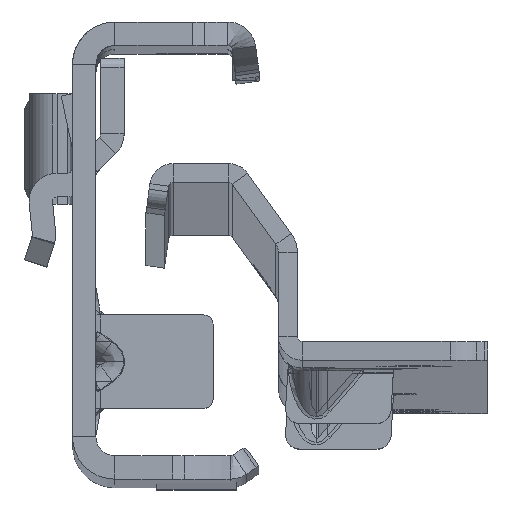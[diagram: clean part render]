
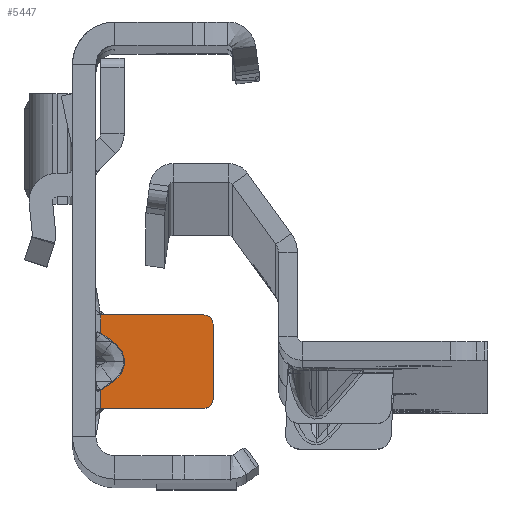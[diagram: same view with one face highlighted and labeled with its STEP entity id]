
A CAD part, top view. The second image highlights one B-rep face of the part: STEP entity #5447.
In plain terms, the highlighted planar face has unit normal (0, 0, 1).
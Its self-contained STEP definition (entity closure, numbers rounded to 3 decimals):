
#190 = LINE ( 'NONE', #6026, #8226 ) ;
#200 = CARTESIAN_POINT ( 'NONE',  ( 1.757, -8.408, -491.5 ) ) ;
#212 = EDGE_CURVE ( 'NONE', #5493, #10828, #12467, .T. ) ;
#385 = DIRECTION ( 'NONE',  ( 0., 1., 0. ) ) ;
#874 = ORIENTED_EDGE ( 'NONE', *, *, #4770, .F. ) ;
#1118 = DIRECTION ( 'NONE',  ( -0.816, 0.577, 0. ) ) ;
#2067 = VERTEX_POINT ( 'NONE', #7254 ) ;
#2257 = VERTEX_POINT ( 'NONE', #11818 ) ;
#2458 = CARTESIAN_POINT ( 'NONE',  ( 0.708, -15.6, -491.5 ) ) ;
#2486 = DIRECTION ( 'NONE',  ( 0., 1., 0. ) ) ;
#2633 = VECTOR ( 'NONE', #18208, 1000. ) ;
#2789 = VERTEX_POINT ( 'NONE', #16183 ) ;
#2810 = VECTOR ( 'NONE', #15380, 1000. ) ;
#2967 = VECTOR ( 'NONE', #16691, 1000. ) ;
#3106 = ORIENTED_EDGE ( 'NONE', *, *, #212, .T. ) ;
#3314 = ORIENTED_EDGE ( 'NONE', *, *, #17930, .T. ) ;
#3558 = DIRECTION ( 'NONE',  ( 0., -1., 0. ) ) ;
#3662 = VECTOR ( 'NONE', #9650, 1000. ) ;
#3780 = CARTESIAN_POINT ( 'NONE',  ( -1.826, -5.6, -491.5 ) ) ;
#3814 = CARTESIAN_POINT ( 'NONE',  ( -1.826, -15.6, -491.5 ) ) ;
#3892 = CARTESIAN_POINT ( 'NONE',  ( 12.5, -14.6, -491.5 ) ) ;
#3903 = LINE ( 'NONE', #9744, #2633 ) ;
#4314 = VERTEX_POINT ( 'NONE', #4920 ) ;
#4577 = DIRECTION ( 'NONE',  ( 0., 0., -1. ) ) ;
#4770 = EDGE_CURVE ( 'NONE', #16909, #11410, #8100, .T. ) ;
#4811 = CARTESIAN_POINT ( 'NONE',  ( 3.573, -11.508, -491.5 ) ) ;
#4903 = CARTESIAN_POINT ( 'NONE',  ( 1.757, -8.408, -491.5 ) ) ;
#4920 = CARTESIAN_POINT ( 'NONE',  ( 0.5, -7.519, -491.5 ) ) ;
#5044 = EDGE_CURVE ( 'NONE', #2067, #16968, #15300, .T. ) ;
#5070 = CARTESIAN_POINT ( 'NONE',  ( 2.624, -12.179, -491.5 ) ) ;
#5428 = CARTESIAN_POINT ( 'NONE',  ( 1.367, -8.131, -491.5 ) ) ;
#5447 = ADVANCED_FACE ( 'NONE', ( #9194 ), #15125, .F. ) ;
#5493 = VERTEX_POINT ( 'NONE', #17835 ) ;
#5526 = ORIENTED_EDGE ( 'NONE', *, *, #17550, .T. ) ;
#5725 = LINE ( 'NONE', #5428, #8857 ) ;
#5781 = AXIS2_PLACEMENT_3D ( 'NONE', #10938, #6437, #3558 ) ;
#6026 = CARTESIAN_POINT ( 'NONE',  ( 12.5, -6.6, -491.5 ) ) ;
#6437 = DIRECTION ( 'NONE',  ( 0., 0., 1. ) ) ;
#6463 = LINE ( 'NONE', #3780, #2810 ) ;
#6623 = CARTESIAN_POINT ( 'NONE',  ( -1.826, -15.6, -491.5 ) ) ;
#6882 = LINE ( 'NONE', #18594, #9501 ) ;
#7224 = ORIENTED_EDGE ( 'NONE', *, *, #15618, .F. ) ;
#7254 = CARTESIAN_POINT ( 'NONE',  ( 11.5, -15.6, -491.5 ) ) ;
#7856 = CARTESIAN_POINT ( 'NONE',  ( 0.5, -13.681, -491.5 ) ) ;
#8100 = LINE ( 'NONE', #5070, #9774 ) ;
#8226 = VECTOR ( 'NONE', #17750, 1000. ) ;
#8238 = VECTOR ( 'NONE', #8798, 1000. ) ;
#8798 = DIRECTION ( 'NONE',  ( -1., 0., 0. ) ) ;
#8857 = VECTOR ( 'NONE', #1118, 1000. ) ;
#9077 = LINE ( 'NONE', #11651, #8238 ) ;
#9161 = EDGE_CURVE ( 'NONE', #15683, #14675, #14676, .T. ) ;
#9194 = FACE_OUTER_BOUND ( 'NONE', #18076, .T. ) ;
#9252 = CARTESIAN_POINT ( 'NONE',  ( 1.757, -12.792, -491.5 ) ) ;
#9324 = ORIENTED_EDGE ( 'NONE', *, *, #15188, .F. ) ;
#9501 = VECTOR ( 'NONE', #2486, 1000. ) ;
#9567 = EDGE_CURVE ( 'NONE', #10828, #2067, #16939, .T. ) ;
#9650 = DIRECTION ( 'NONE',  ( 1., 0., 0. ) ) ;
#9744 = CARTESIAN_POINT ( 'NONE',  ( 0.5, 22.3, -491.5 ) ) ;
#9774 = VECTOR ( 'NONE', #16692, 1000. ) ;
#9996 = VERTEX_POINT ( 'NONE', #200 ) ;
#10523 = ORIENTED_EDGE ( 'NONE', *, *, #11656, .F. ) ;
#10820 = DIRECTION ( 'NONE',  ( 0., 1., 0. ) ) ;
#10828 = VERTEX_POINT ( 'NONE', #2458 ) ;
#10938 = CARTESIAN_POINT ( 'NONE',  ( 11.5, -6.6, -491.5 ) ) ;
#11410 = VERTEX_POINT ( 'NONE', #14494 ) ;
#11651 = CARTESIAN_POINT ( 'NONE',  ( -1.826, -5.6, -491.5 ) ) ;
#11656 = EDGE_CURVE ( 'NONE', #4314, #2257, #6882, .T. ) ;
#11818 = CARTESIAN_POINT ( 'NONE',  ( 0.5, -5.6, -491.5 ) ) ;
#12164 = DIRECTION ( 'NONE',  ( 0., 0., 1. ) ) ;
#12278 = ORIENTED_EDGE ( 'NONE', *, *, #9161, .T. ) ;
#12291 = EDGE_CURVE ( 'NONE', #14675, #2789, #6463, .T. ) ;
#12341 = CARTESIAN_POINT ( 'NONE',  ( -37.326, 22.3, -491.5 ) ) ;
#12448 =( BOUNDED_CURVE ( )  B_SPLINE_CURVE ( 3, ( #9252, #4811, #18075, #4903 ),
 .UNSPECIFIED., .F., .T. ) 
 B_SPLINE_CURVE_WITH_KNOTS ( ( 4, 4 ),
 ( 2.356, 3.927 ),
 .UNSPECIFIED. ) 
 CURVE ( )  GEOMETRIC_REPRESENTATION_ITEM ( )  RATIONAL_B_SPLINE_CURVE ( ( 1., 0.805, 0.805, 1. ) ) 
 REPRESENTATION_ITEM ( '' )  );
#12467 = LINE ( 'NONE', #6623, #2967 ) ;
#12771 = CARTESIAN_POINT ( 'NONE',  ( 12.5, -6.6, -491.5 ) ) ;
#13626 = CARTESIAN_POINT ( 'NONE',  ( 11.5, -14.6, -491.5 ) ) ;
#14494 = CARTESIAN_POINT ( 'NONE',  ( 1.757, -12.792, -491.5 ) ) ;
#14510 = CARTESIAN_POINT ( 'NONE',  ( 11.5, -5.6, -491.5 ) ) ;
#14675 = VERTEX_POINT ( 'NONE', #14510 ) ;
#14676 = CIRCLE ( 'NONE', #5781, 1. ) ;
#15098 = ORIENTED_EDGE ( 'NONE', *, *, #12291, .T. ) ;
#15125 = PLANE ( 'NONE',  #15885 ) ;
#15188 = EDGE_CURVE ( 'NONE', #5493, #16909, #3903, .T. ) ;
#15300 = CIRCLE ( 'NONE', #19013, 1. ) ;
#15380 = DIRECTION ( 'NONE',  ( -1., 0., 0. ) ) ;
#15507 = ORIENTED_EDGE ( 'NONE', *, *, #5044, .T. ) ;
#15618 = EDGE_CURVE ( 'NONE', #11410, #9996, #12448, .T. ) ;
#15683 = VERTEX_POINT ( 'NONE', #12771 ) ;
#15737 = ORIENTED_EDGE ( 'NONE', *, *, #9567, .T. ) ;
#15885 = AXIS2_PLACEMENT_3D ( 'NONE', #12341, #4577, #10820 ) ;
#15948 = ORIENTED_EDGE ( 'NONE', *, *, #18604, .F. ) ;
#16183 = CARTESIAN_POINT ( 'NONE',  ( 0.708, -5.6, -491.5 ) ) ;
#16691 = DIRECTION ( 'NONE',  ( 1., 0., 0. ) ) ;
#16692 = DIRECTION ( 'NONE',  ( 0.816, 0.577, 0. ) ) ;
#16909 = VERTEX_POINT ( 'NONE', #7856 ) ;
#16939 = LINE ( 'NONE', #3814, #3662 ) ;
#16968 = VERTEX_POINT ( 'NONE', #3892 ) ;
#17550 = EDGE_CURVE ( 'NONE', #16968, #15683, #190, .T. ) ;
#17750 = DIRECTION ( 'NONE',  ( 0., 1., 0. ) ) ;
#17835 = CARTESIAN_POINT ( 'NONE',  ( 0.5, -15.6, -491.5 ) ) ;
#17930 = EDGE_CURVE ( 'NONE', #2789, #2257, #9077, .T. ) ;
#18075 = CARTESIAN_POINT ( 'NONE',  ( 3.573, -9.692, -491.5 ) ) ;
#18076 = EDGE_LOOP ( 'NONE', ( #15948, #7224, #874, #9324, #3106, #15737, #15507, #5526, #12278, #15098, #3314, #10523 ) ) ;
#18208 = DIRECTION ( 'NONE',  ( 0., 1., 0. ) ) ;
#18594 = CARTESIAN_POINT ( 'NONE',  ( 0.5, 22.3, -491.5 ) ) ;
#18604 = EDGE_CURVE ( 'NONE', #9996, #4314, #5725, .T. ) ;
#19013 = AXIS2_PLACEMENT_3D ( 'NONE', #13626, #12164, #385 ) ;
